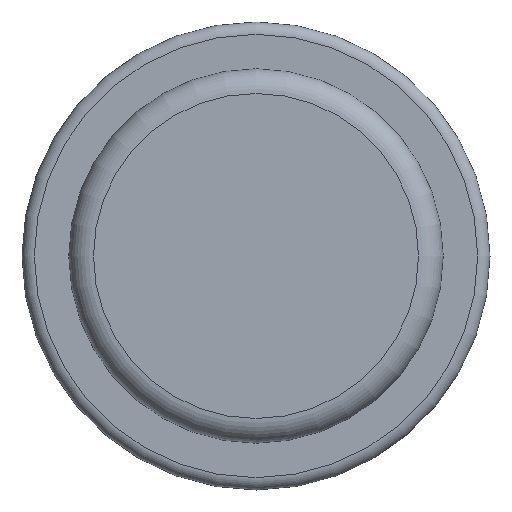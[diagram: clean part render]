
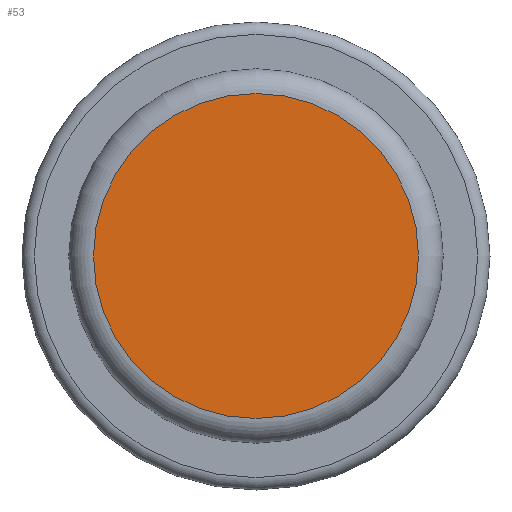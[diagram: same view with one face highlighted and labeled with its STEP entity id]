
A CAD part, front view. The second image highlights one B-rep face of the part: STEP entity #53.
In plain terms, the highlighted planar face has unit normal (0, -1, 0).
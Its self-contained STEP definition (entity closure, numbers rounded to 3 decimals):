
#53 = ADVANCED_FACE( '', ( #114 ), #115, .F. );
#114 = FACE_OUTER_BOUND( '', #180, .T. );
#115 = PLANE( '', #181 );
#180 = EDGE_LOOP( '', ( #254 ) );
#181 = AXIS2_PLACEMENT_3D( '', #255, #256, #257 );
#254 = ORIENTED_EDGE( '', *, *, #307, .T. );
#255 = CARTESIAN_POINT( '', ( 15.624, 0., 0. ) );
#256 = DIRECTION( '', ( 0., 1., 0. ) );
#257 = DIRECTION( '', ( 0., 0., 1. ) );
#307 = EDGE_CURVE( '', #341, #341, #342, .T. );
#341 = VERTEX_POINT( '', #384 );
#342 = CIRCLE( '', #385, 15.624 );
#384 = CARTESIAN_POINT( '', ( 0., 0., -15.624 ) );
#385 = AXIS2_PLACEMENT_3D( '', #428, #429, #430 );
#428 = CARTESIAN_POINT( '', ( 0., 0., 0. ) );
#429 = DIRECTION( '', ( 0., -1., 0. ) );
#430 = DIRECTION( '', ( 0., 0., -1. ) );
